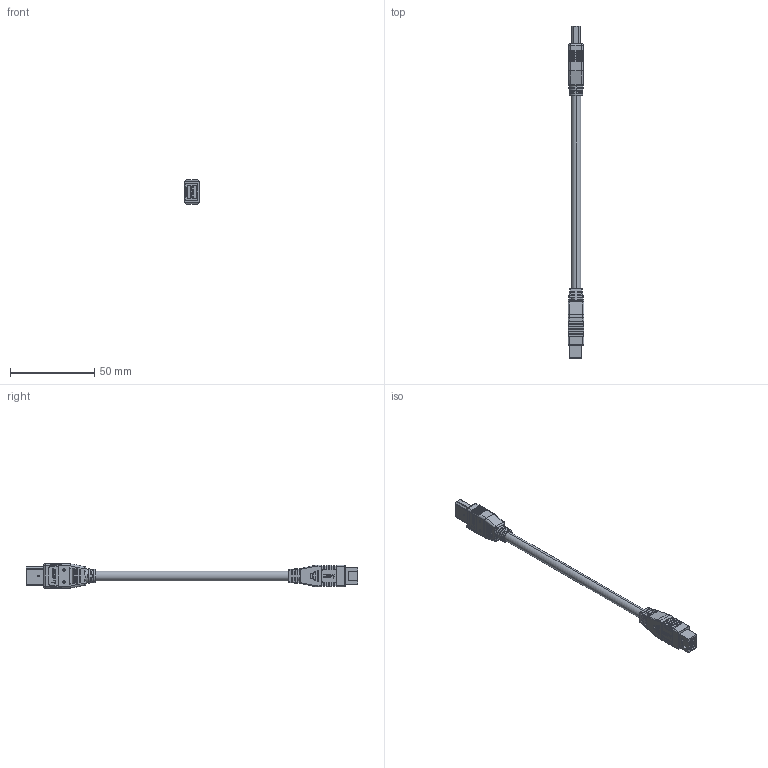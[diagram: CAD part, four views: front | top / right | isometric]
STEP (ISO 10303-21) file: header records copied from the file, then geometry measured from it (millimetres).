
FILE_DESCRIPTION (( 'STEP AP203' ), '1' );
FILE_NAME ('CSM94B1-1M.STEP', '2006-06-23T18:25:45', ( 'lcom' ), ( 'lcom' ), 'SwSTEP 2.0', 'SolidWorks 2006004', '' );
FILE_SCHEMA (( 'CONFIG_CONTROL_DESIGN' ));
Products named in the file (5): MTN-001; 3AB18-001; CSM94B-MA1; CSM94B1-1M; 3AB18-005
Assembly tree (4 placements, depth 2):
  CSM94B1-1M
    3AB18-005
    CSM94B-MA1
    3AB18-001
    MTN-001
Bounding box: 9.3 x 197.45 x 14.5 mm (x, y, z)
Volume: 10181.5 mm3; surface area: 7218.7 mm2
Topology: 4 solids, 4 shells, 1001 faces, 2743 edges, 1802 vertices
Faces by surface type: plane 583, bspline 216, cylinder 162, torus 38, cone 2
Entity records: 53096 total; most frequent: CARTESIAN_POINT 28429, ORIENTED_EDGE 5478, DIRECTION 4221, EDGE_CURVE 2739, VERTEX_POINT 1802, VECTOR 1785, LINE 1785, AXIS2_PLACEMENT_3D 1218
